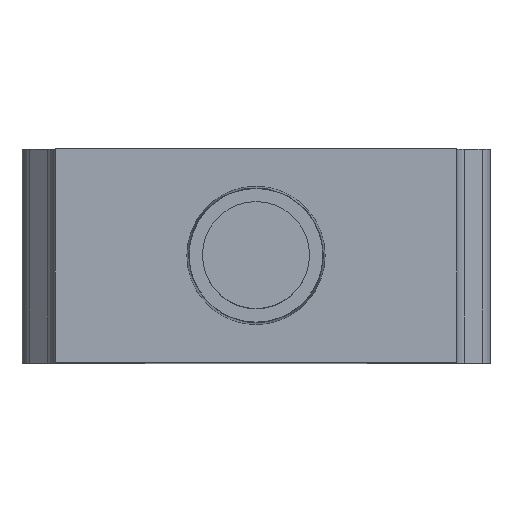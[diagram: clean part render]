
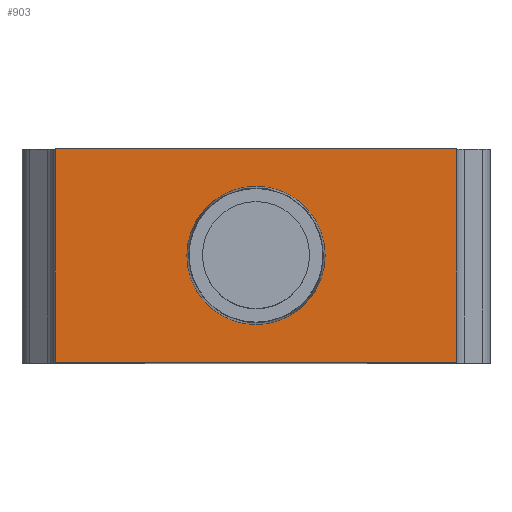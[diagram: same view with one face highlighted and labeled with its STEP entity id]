
A CAD part, top view. The second image highlights one B-rep face of the part: STEP entity #903.
In plain terms, the highlighted face is planar.
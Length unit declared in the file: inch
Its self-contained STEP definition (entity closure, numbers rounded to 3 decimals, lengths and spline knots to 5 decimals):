
#32 = PLANE ( 'NONE',  #184 ) ;
#65 = ORIENTED_EDGE ( 'NONE', *, *, #771, .T. ) ;
#108 = CARTESIAN_POINT ( 'NONE',  ( 0., 0., -0.57087 ) ) ;
#184 = AXIS2_PLACEMENT_3D ( 'NONE', #1735, #1550, #1524 ) ;
#188 = DIRECTION ( 'NONE',  ( -1., 0., 0. ) ) ;
#381 = LINE ( 'NONE', #1042, #1790 ) ;
#389 = DIRECTION ( 'NONE',  ( -1., 0., 0. ) ) ;
#392 = VERTEX_POINT ( 'NONE', #1420 ) ;
#398 = VERTEX_POINT ( 'NONE', #809 ) ;
#526 = ORIENTED_EDGE ( 'NONE', *, *, #1047, .T. ) ;
#689 = DIRECTION ( 'NONE',  ( 1., 0., 0. ) ) ;
#739 = VERTEX_POINT ( 'NONE', #802 ) ;
#740 = DIRECTION ( 'NONE',  ( 0., 0., 1. ) ) ;
#771 = EDGE_CURVE ( 'NONE', #1380, #924, #381, .T. ) ;
#797 = EDGE_CURVE ( 'NONE', #398, #924, #1016, .T. ) ;
#802 = CARTESIAN_POINT ( 'NONE',  ( 0., 0., -0.62992 ) ) ;
#809 = CARTESIAN_POINT ( 'NONE',  ( -1.1811, 0., -0.62992 ) ) ;
#896 = DIRECTION ( 'NONE',  ( 0., 1., 0. ) ) ;
#903 = ADVANCED_FACE ( 'NONE', ( #1942, #2189 ), #32, .T. ) ;
#924 = VERTEX_POINT ( 'NONE', #1499 ) ;
#946 = ORIENTED_EDGE ( 'NONE', *, *, #797, .F. ) ;
#951 = LINE ( 'NONE', #108, #1256 ) ;
#1016 = LINE ( 'NONE', #1873, #1393 ) ;
#1042 = CARTESIAN_POINT ( 'NONE',  ( 0., 0., 0. ) ) ;
#1047 = EDGE_CURVE ( 'NONE', #739, #1380, #951, .T. ) ;
#1256 = VECTOR ( 'NONE', #740, 39.37008 ) ;
#1380 = VERTEX_POINT ( 'NONE', #1817 ) ;
#1393 = VECTOR ( 'NONE', #2516, 39.37008 ) ;
#1420 = CARTESIAN_POINT ( 'NONE',  ( -0.38696, 0., -0.31496 ) ) ;
#1499 = CARTESIAN_POINT ( 'NONE',  ( -1.1811, 0., 0. ) ) ;
#1524 = DIRECTION ( 'NONE',  ( -1., 0., 0. ) ) ;
#1550 = DIRECTION ( 'NONE',  ( 0., -1., 0. ) ) ;
#1640 = EDGE_LOOP ( 'NONE', ( #946, #2232, #526, #65 ) ) ;
#1735 = CARTESIAN_POINT ( 'NONE',  ( 0., 0., -0.57087 ) ) ;
#1790 = VECTOR ( 'NONE', #389, 39.37008 ) ;
#1817 = CARTESIAN_POINT ( 'NONE',  ( 0., 0., 0. ) ) ;
#1843 = ORIENTED_EDGE ( 'NONE', *, *, #2408, .T. ) ;
#1873 = CARTESIAN_POINT ( 'NONE',  ( -1.1811, 0., -0.62992 ) ) ;
#1924 = LINE ( 'NONE', #2119, #2633 ) ;
#1942 = FACE_BOUND ( 'NONE', #1995, .T. ) ;
#1976 = AXIS2_PLACEMENT_3D ( 'NONE', #2414, #896, #689 ) ;
#1995 = EDGE_LOOP ( 'NONE', ( #1843 ) ) ;
#2073 = CIRCLE ( 'NONE', #1976, 0.20359 ) ;
#2119 = CARTESIAN_POINT ( 'NONE',  ( -1.27953, 0., -0.62992 ) ) ;
#2189 = FACE_OUTER_BOUND ( 'NONE', #1640, .T. ) ;
#2232 = ORIENTED_EDGE ( 'NONE', *, *, #2606, .F. ) ;
#2408 = EDGE_CURVE ( 'NONE', #392, #392, #2073, .T. ) ;
#2414 = CARTESIAN_POINT ( 'NONE',  ( -0.59055, 0., -0.31496 ) ) ;
#2516 = DIRECTION ( 'NONE',  ( 0., 0., 1. ) ) ;
#2606 = EDGE_CURVE ( 'NONE', #739, #398, #1924, .T. ) ;
#2633 = VECTOR ( 'NONE', #188, 39.37008 ) ;
